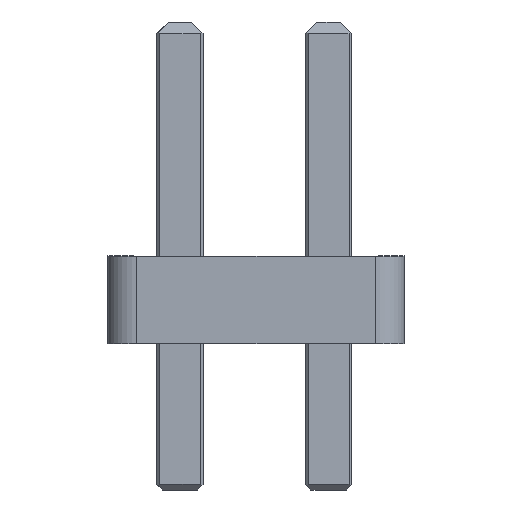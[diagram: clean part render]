
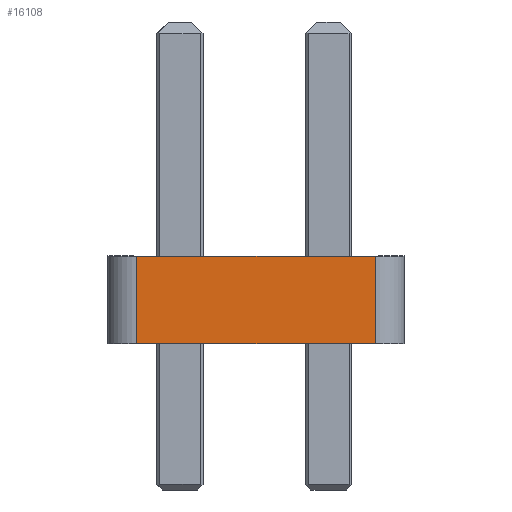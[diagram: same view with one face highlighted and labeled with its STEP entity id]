
A CAD part, left-side view. The second image highlights one B-rep face of the part: STEP entity #16108.
In plain terms, the highlighted planar face has unit normal (-1, 0, 0).
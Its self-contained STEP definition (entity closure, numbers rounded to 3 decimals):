
#1114=FACE_OUTER_BOUND('',#1997,.T.);
#1997=EDGE_LOOP('',(#14051,#14052,#14053,#14054));
#3970=LINE('',#25507,#6078);
#3971=LINE('',#25512,#6079);
#3972=LINE('',#25515,#6080);
#3973=LINE('',#25516,#6081);
#6078=VECTOR('',#20947,10.);
#6079=VECTOR('',#20954,10.);
#6080=VECTOR('',#20957,10.);
#6081=VECTOR('',#20958,10.);
#7644=VERTEX_POINT('',#25504);
#7645=VERTEX_POINT('',#25506);
#7646=VERTEX_POINT('',#25510);
#7647=VERTEX_POINT('',#25514);
#9806=EDGE_CURVE('',#7645,#7644,#3970,.T.);
#9809=EDGE_CURVE('',#7645,#7646,#3971,.T.);
#9810=EDGE_CURVE('',#7647,#7644,#3972,.T.);
#9811=EDGE_CURVE('',#7646,#7647,#3973,.T.);
#14051=ORIENTED_EDGE('',*,*,#9809,.F.);
#14052=ORIENTED_EDGE('',*,*,#9806,.T.);
#14053=ORIENTED_EDGE('',*,*,#9810,.F.);
#14054=ORIENTED_EDGE('',*,*,#9811,.F.);
#15247=PLANE('',#17166);
#16108=ADVANCED_FACE('',(#1114),#15247,.T.);
#17166=AXIS2_PLACEMENT_3D('',#25513,#20955,#20956);
#20947=DIRECTION('',(0.,-1.,0.));
#20954=DIRECTION('',(0.,0.,1.));
#20955=DIRECTION('center_axis',(-1.,0.,0.));
#20956=DIRECTION('ref_axis',(0.,0.,1.));
#20957=DIRECTION('',(0.,0.,-1.));
#20958=DIRECTION('',(0.,-1.,0.));
#25504=CARTESIAN_POINT('',(-21.59,-2.04,0.));
#25506=CARTESIAN_POINT('',(-21.59,2.04,0.));
#25507=CARTESIAN_POINT('',(-21.59,2.04,0.));
#25510=CARTESIAN_POINT('',(-21.59,2.04,1.5));
#25512=CARTESIAN_POINT('',(-21.59,2.04,0.));
#25513=CARTESIAN_POINT('Origin',(-21.59,0.,-0.01));
#25514=CARTESIAN_POINT('',(-21.59,-2.04,1.5));
#25515=CARTESIAN_POINT('',(-21.59,-2.04,1.5));
#25516=CARTESIAN_POINT('',(-21.59,2.04,1.5));
